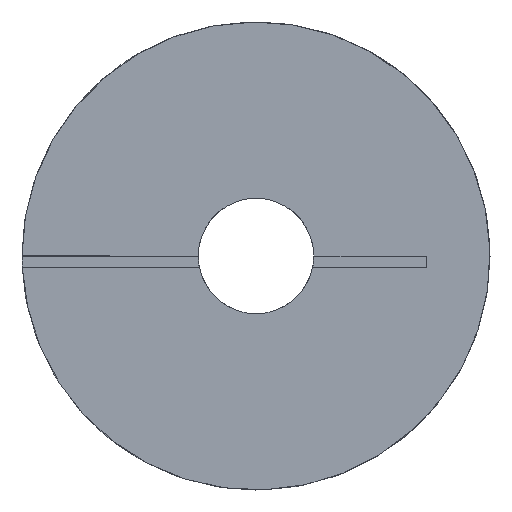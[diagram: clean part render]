
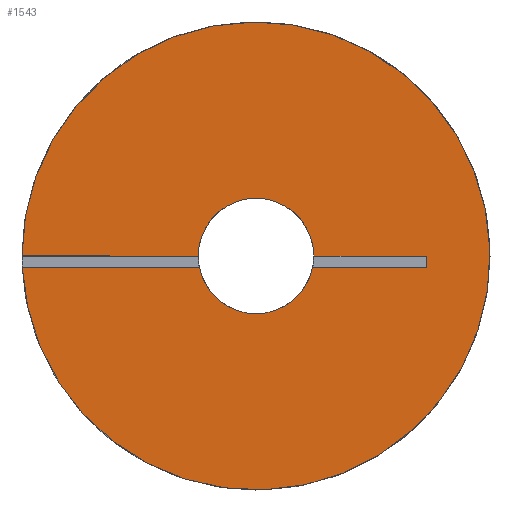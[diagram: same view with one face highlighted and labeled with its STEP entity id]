
A CAD part, front view. The second image highlights one B-rep face of the part: STEP entity #1543.
In plain terms, the highlighted planar face has unit normal (0, -1, 0).
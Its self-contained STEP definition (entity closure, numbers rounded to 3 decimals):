
#1307=CARTESIAN_POINT('',(-9.798,0.0,-2.));
#1308=VERTEX_POINT('',#1307);
#1316=CARTESIAN_POINT('',(-40.451,0.0,-2.));
#1317=VERTEX_POINT('',#1316);
#1324=CARTESIAN_POINT('',(-9.798,0.0,-2.));
#1325=DIRECTION('',(-1.0,0.0,0.0));
#1326=VECTOR('',#1325,30.653);
#1327=LINE('',#1324,#1326);
#1328=EDGE_CURVE('',#1308,#1317,#1327,.T.);
#1341=CARTESIAN_POINT('',(9.798,0.0,-2.));
#1342=VERTEX_POINT('',#1341);
#1349=CARTESIAN_POINT('',(29.549,0.0,-2.0));
#1350=VERTEX_POINT('',#1349);
#1351=CARTESIAN_POINT('',(29.549,0.0,-2.0));
#1352=DIRECTION('',(-1.0,0.0,0.0));
#1353=VECTOR('',#1352,19.751);
#1354=LINE('',#1351,#1353);
#1355=EDGE_CURVE('',#1350,#1342,#1354,.T.);
#1372=CARTESIAN_POINT('',(-10.0,0.0,0.0));
#1373=VERTEX_POINT('',#1372);
#1380=CARTESIAN_POINT('',(-40.5,0.0,0.));
#1381=VERTEX_POINT('',#1380);
#1382=CARTESIAN_POINT('',(-40.5,0.0,0.));
#1383=DIRECTION('',(1.0,0.0,0.0));
#1384=VECTOR('',#1383,30.5);
#1385=LINE('',#1382,#1384);
#1386=EDGE_CURVE('',#1381,#1373,#1385,.T.);
#1408=CARTESIAN_POINT('',(29.549,0.0,0.0));
#1409=VERTEX_POINT('',#1408);
#1410=CARTESIAN_POINT('',(29.549,0.0,0.0));
#1411=DIRECTION('',(0.0,0.0,-1.0));
#1412=VECTOR('',#1411,2.0);
#1413=LINE('',#1410,#1412);
#1414=EDGE_CURVE('',#1409,#1350,#1413,.T.);
#1430=CARTESIAN_POINT('',(10.0,0.0,0.));
#1431=VERTEX_POINT('',#1430);
#1440=CARTESIAN_POINT('',(10.0,0.0,0.));
#1441=DIRECTION('',(1.0,0.0,0.0));
#1442=VECTOR('',#1441,19.549);
#1443=LINE('',#1440,#1442);
#1444=EDGE_CURVE('',#1431,#1409,#1443,.T.);
#1468=CARTESIAN_POINT('',(0.0,0.0,0.0));
#1469=DIRECTION('',(0.0,1.0,0.0));
#1470=DIRECTION('',(-1.0,0.0,0.0));
#1471=AXIS2_PLACEMENT_3D('',#1468,#1469,#1470);
#1472=CIRCLE('',#1471,10.0);
#1473=EDGE_CURVE('',#1373,#1431,#1472,.T.);
#1478=CARTESIAN_POINT('',(0.0,0.0,0.0));
#1479=DIRECTION('',(0.0,1.0,0.0));
#1480=DIRECTION('',(-1.0,0.0,0.0));
#1481=AXIS2_PLACEMENT_3D('',#1478,#1479,#1480);
#1482=CIRCLE('',#1481,10.0);
#1483=EDGE_CURVE('',#1342,#1308,#1482,.T.);
#1496=CARTESIAN_POINT('',(0.0,0.0,0.0));
#1497=DIRECTION('',(0.0,-1.0,0.0));
#1498=DIRECTION('',(1.0,0.0,0.0));
#1499=AXIS2_PLACEMENT_3D('',#1496,#1497,#1498);
#1500=CIRCLE('',#1499,40.5);
#1501=EDGE_CURVE('',#1317,#1381,#1500,.T.);
#1528=CARTESIAN_POINT('',(0.0,0.0,0.0));
#1529=DIRECTION('',(0.0,-1.0,0.0));
#1530=DIRECTION('',(0.0,0.0,-1.0));
#1531=AXIS2_PLACEMENT_3D('',#1528,#1529,#1530);
#1532=PLANE('',#1531);
#1533=ORIENTED_EDGE('',*,*,#1355,.T.);
#1534=ORIENTED_EDGE('',*,*,#1483,.T.);
#1535=ORIENTED_EDGE('',*,*,#1328,.T.);
#1536=ORIENTED_EDGE('',*,*,#1501,.T.);
#1537=ORIENTED_EDGE('',*,*,#1386,.T.);
#1538=ORIENTED_EDGE('',*,*,#1473,.T.);
#1539=ORIENTED_EDGE('',*,*,#1444,.T.);
#1540=ORIENTED_EDGE('',*,*,#1414,.T.);
#1541=EDGE_LOOP('',(#1533,#1534,#1535,#1536,#1537,#1538,#1539,#1540));
#1542=FACE_OUTER_BOUND('',#1541,.T.);
#1543=ADVANCED_FACE('',(#1542),#1532,.T.);
